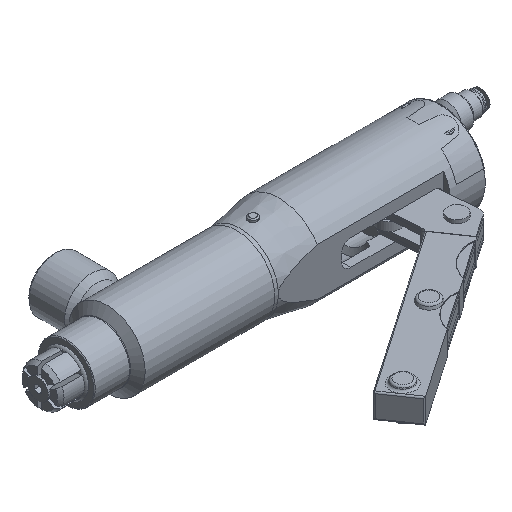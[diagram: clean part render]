
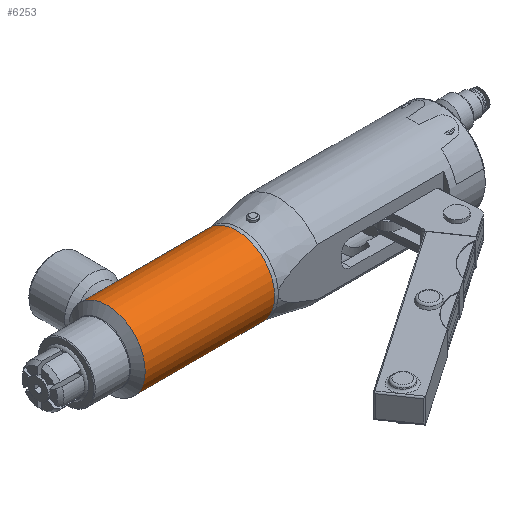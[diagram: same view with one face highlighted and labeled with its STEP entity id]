
A CAD part, isometric view. The second image highlights one B-rep face of the part: STEP entity #6253.
In plain terms, the highlighted cylindrical face has radius 13.462 mm (diameter 26.924 mm), a full revolution.
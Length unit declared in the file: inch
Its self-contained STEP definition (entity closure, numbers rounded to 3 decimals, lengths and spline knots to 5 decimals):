
#62=FACE_BOUND('',#1095,.T.);
#136=B_SPLINE_CURVE_WITH_KNOTS('',3,(#10990,#10991,#10992,#10993,#10994,
#10995,#10996,#10997,#10998,#10999,#11000,#11001,#11002,#11003,#11004,#11005,
#11006,#11007,#11008,#11009),.UNSPECIFIED.,.F.,.F.,(4,2,2,2,2,2,2,2,2,4),
(0.,0.29456,0.58913,0.88228,1.17543,
1.46859,1.76174,2.0563,2.35087,2.45605),
 .UNSPECIFIED.);
#137=B_SPLINE_CURVE_WITH_KNOTS('',3,(#11010,#11011,#11012,#11013,#11014,
#11015,#11016,#11017,#11018,#11019,#11020,#11021,#11022,#11023,#11024,#11025,
#11026,#11027),.UNSPECIFIED.,.F.,.F.,(4,2,2,2,2,2,2,2,4),(2.45605,
2.64543,2.93999,3.23315,3.5263,3.81945,
4.11261,4.40717,4.70174),.UNSPECIFIED.);
#234=CYLINDRICAL_SURFACE('',#6895,0.53);
#730=FACE_OUTER_BOUND('',#1094,.T.);
#1094=EDGE_LOOP('',(#5530,#5531,#5532,#5533,#5534,#5535));
#1095=EDGE_LOOP('',(#5536,#5537));
#1375=CIRCLE('',#6768,0.53);
#1376=CIRCLE('',#6769,0.53);
#1437=CIRCLE('',#6896,0.53);
#1438=CIRCLE('',#6897,0.53);
#1902=LINE('',#11052,#2359);
#2359=VECTOR('',#8600,0.53);
#2786=VERTEX_POINT('',#10296);
#2787=VERTEX_POINT('',#10298);
#2919=VERTEX_POINT('',#10988);
#2920=VERTEX_POINT('',#10989);
#2928=VERTEX_POINT('',#11051);
#2929=VERTEX_POINT('',#11053);
#3597=EDGE_CURVE('',#2786,#2787,#1375,.T.);
#3598=EDGE_CURVE('',#2787,#2786,#1376,.T.);
#3788=EDGE_CURVE('',#2919,#2920,#136,.T.);
#3789=EDGE_CURVE('',#2920,#2919,#137,.T.);
#3801=EDGE_CURVE('',#2787,#2928,#1902,.T.);
#3802=EDGE_CURVE('',#2928,#2929,#1437,.T.);
#3803=EDGE_CURVE('',#2929,#2928,#1438,.T.);
#5530=ORIENTED_EDGE('',*,*,#3597,.F.);
#5531=ORIENTED_EDGE('',*,*,#3598,.F.);
#5532=ORIENTED_EDGE('',*,*,#3801,.T.);
#5533=ORIENTED_EDGE('',*,*,#3802,.T.);
#5534=ORIENTED_EDGE('',*,*,#3803,.T.);
#5535=ORIENTED_EDGE('',*,*,#3801,.F.);
#5536=ORIENTED_EDGE('',*,*,#3788,.T.);
#5537=ORIENTED_EDGE('',*,*,#3789,.T.);
#6253=ADVANCED_FACE('',(#730,#62),#234,.T.);
#6768=AXIS2_PLACEMENT_3D('',#10299,#8277,#8278);
#6769=AXIS2_PLACEMENT_3D('',#10300,#8279,#8280);
#6895=AXIS2_PLACEMENT_3D('',#11050,#8598,#8599);
#6896=AXIS2_PLACEMENT_3D('',#11054,#8601,#8602);
#6897=AXIS2_PLACEMENT_3D('',#11055,#8603,#8604);
#8277=DIRECTION('center_axis',(1.,0.,0.));
#8278=DIRECTION('ref_axis',(0.,1.,0.));
#8279=DIRECTION('center_axis',(1.,0.,0.));
#8280=DIRECTION('ref_axis',(0.,1.,0.));
#8598=DIRECTION('center_axis',(1.,0.,0.));
#8599=DIRECTION('ref_axis',(0.,1.,0.));
#8600=DIRECTION('',(-1.,0.,0.));
#8601=DIRECTION('center_axis',(1.,0.,0.));
#8602=DIRECTION('ref_axis',(0.,1.,0.));
#8603=DIRECTION('center_axis',(1.,0.,0.));
#8604=DIRECTION('ref_axis',(0.,1.,0.));
#10296=CARTESIAN_POINT('',(-0.385,0.53,0.));
#10298=CARTESIAN_POINT('',(-0.385,-0.53,0.));
#10299=CARTESIAN_POINT('Origin',(-0.385,0.,0.));
#10300=CARTESIAN_POINT('Origin',(-0.385,0.,0.));
#10988=CARTESIAN_POINT('',(-1.75,0.43761,-0.299));
#10989=CARTESIAN_POINT('',(-1.79184,0.4396,0.29606));
#10990=CARTESIAN_POINT('Ctrl Pts',(-1.75,0.43761,-0.299));
#10991=CARTESIAN_POINT('Ctrl Pts',(-1.71134,0.43761,
-0.299));
#10992=CARTESIAN_POINT('Ctrl Pts',(-1.67097,0.44327,
-0.29109));
#10993=CARTESIAN_POINT('Ctrl Pts',(-1.59771,0.46199,
-0.26036));
#10994=CARTESIAN_POINT('Ctrl Pts',(-1.5647,0.47464,-0.23755));
#10995=CARTESIAN_POINT('Ctrl Pts',(-1.51257,0.49731,
-0.18542));
#10996=CARTESIAN_POINT('Ctrl Pts',(-1.48968,0.50902,
-0.15238));
#10997=CARTESIAN_POINT('Ctrl Pts',(-1.45887,0.52544,
-0.07893));
#10998=CARTESIAN_POINT('Ctrl Pts',(-1.451,0.53,-0.03847));
#10999=CARTESIAN_POINT('Ctrl Pts',(-1.451,0.53,0.03847));
#11000=CARTESIAN_POINT('Ctrl Pts',(-1.45887,0.52544,
0.07893));
#11001=CARTESIAN_POINT('Ctrl Pts',(-1.48968,0.50902,
0.15238));
#11002=CARTESIAN_POINT('Ctrl Pts',(-1.51257,0.49731,
0.18542));
#11003=CARTESIAN_POINT('Ctrl Pts',(-1.5647,0.47464,0.23755));
#11004=CARTESIAN_POINT('Ctrl Pts',(-1.59771,0.46199,
0.26036));
#11005=CARTESIAN_POINT('Ctrl Pts',(-1.67097,0.44327,
0.29109));
#11006=CARTESIAN_POINT('Ctrl Pts',(-1.71134,0.43761,
0.299));
#11007=CARTESIAN_POINT('Ctrl Pts',(-1.7638,0.43761,
0.299));
#11008=CARTESIAN_POINT('Ctrl Pts',(-1.77784,0.43827,0.29804));
#11009=CARTESIAN_POINT('Ctrl Pts',(-1.79184,0.4396,
0.29606));
#11010=CARTESIAN_POINT('Ctrl Pts',(-1.79184,0.4396,
0.29606));
#11011=CARTESIAN_POINT('Ctrl Pts',(-1.81704,0.442,0.2925));
#11012=CARTESIAN_POINT('Ctrl Pts',(-1.84211,0.44661,
0.2856));
#11013=CARTESIAN_POINT('Ctrl Pts',(-1.90229,0.46199,
0.26036));
#11014=CARTESIAN_POINT('Ctrl Pts',(-1.9353,0.47464,0.23755));
#11015=CARTESIAN_POINT('Ctrl Pts',(-1.98743,0.49731,
0.18542));
#11016=CARTESIAN_POINT('Ctrl Pts',(-2.01032,0.50902,
0.15238));
#11017=CARTESIAN_POINT('Ctrl Pts',(-2.04113,0.52544,
0.07893));
#11018=CARTESIAN_POINT('Ctrl Pts',(-2.049,0.53,0.03847));
#11019=CARTESIAN_POINT('Ctrl Pts',(-2.049,0.53,-0.03847));
#11020=CARTESIAN_POINT('Ctrl Pts',(-2.04113,0.52544,
-0.07893));
#11021=CARTESIAN_POINT('Ctrl Pts',(-2.01032,0.50902,
-0.15238));
#11022=CARTESIAN_POINT('Ctrl Pts',(-1.98743,0.49731,
-0.18542));
#11023=CARTESIAN_POINT('Ctrl Pts',(-1.9353,0.47464,-0.23755));
#11024=CARTESIAN_POINT('Ctrl Pts',(-1.90229,0.46199,
-0.26036));
#11025=CARTESIAN_POINT('Ctrl Pts',(-1.82903,0.44327,
-0.29109));
#11026=CARTESIAN_POINT('Ctrl Pts',(-1.78866,0.43761,
-0.299));
#11027=CARTESIAN_POINT('Ctrl Pts',(-1.75,0.43761,-0.299));
#11050=CARTESIAN_POINT('Origin',(-1.28353,0.,
0.));
#11051=CARTESIAN_POINT('',(-2.18206,-0.53,0.));
#11052=CARTESIAN_POINT('',(-1.28353,-0.53,0.));
#11053=CARTESIAN_POINT('',(-2.18206,0.53,0.));
#11054=CARTESIAN_POINT('Origin',(-2.18206,0.,
0.));
#11055=CARTESIAN_POINT('Origin',(-2.18206,0.,
0.));
